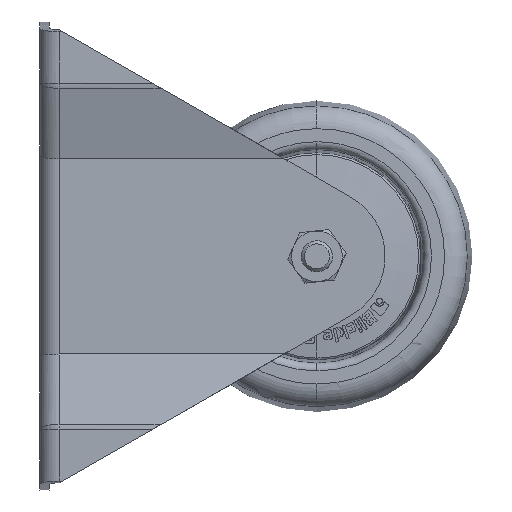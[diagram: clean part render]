
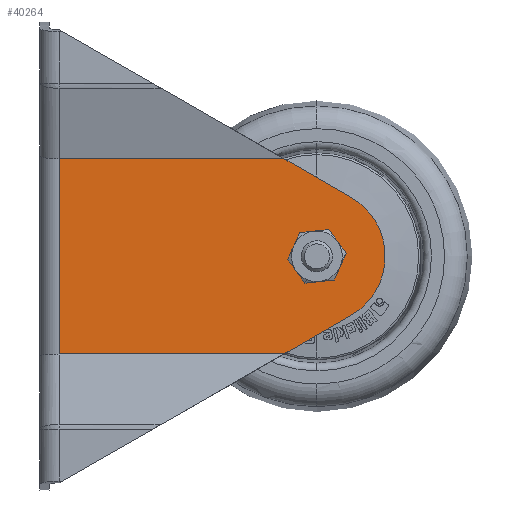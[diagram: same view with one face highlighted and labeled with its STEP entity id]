
A CAD part, left-side view. The second image highlights one B-rep face of the part: STEP entity #40264.
In plain terms, the highlighted face is planar.
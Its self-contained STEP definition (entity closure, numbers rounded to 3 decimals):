
#915 = ORIENTED_EDGE ( 'NONE', *, *, #93610, .F. ) ;
#947 = VECTOR ( 'NONE', #91122, 1000. ) ;
#2659 = CARTESIAN_POINT ( 'NONE',  ( 0., -21., 71. ) ) ;
#6737 = VECTOR ( 'NONE', #58805, 1000. ) ;
#8172 = AXIS2_PLACEMENT_3D ( 'NONE', #2659, #64669, #11572 ) ;
#9993 = VERTEX_POINT ( 'NONE', #14420 ) ;
#10381 = CARTESIAN_POINT ( 'NONE',  ( 25., -21., 62.568 ) ) ;
#11572 = DIRECTION ( 'NONE',  ( 1., 0., 0. ) ) ;
#13193 = DIRECTION ( 'NONE',  ( 0., -1., 0. ) ) ;
#14420 = CARTESIAN_POINT ( 'NONE',  ( 0., -21., 75.25 ) ) ;
#18168 = DIRECTION ( 'NONE',  ( 1., 0., 0. ) ) ;
#20165 = CARTESIAN_POINT ( 'NONE',  ( 25., -21., 5. ) ) ;
#24917 = PLANE ( 'NONE',  #102573 ) ;
#24918 = CARTESIAN_POINT ( 'NONE',  ( -10.265, -21., 124.119 ) ) ;
#25825 = EDGE_LOOP ( 'NONE', ( #915, #27230 ) ) ;
#27230 = ORIENTED_EDGE ( 'NONE', *, *, #99368, .F. ) ;
#27261 = LINE ( 'NONE', #99992, #947 ) ;
#27994 = EDGE_CURVE ( 'NONE', #29942, #86042, #52760, .T. ) ;
#29341 = LINE ( 'NONE', #62370, #52895 ) ;
#29942 = VERTEX_POINT ( 'NONE', #53680 ) ;
#31871 = CARTESIAN_POINT ( 'NONE',  ( 10.265, -21., 124.119 ) ) ;
#31985 = VECTOR ( 'NONE', #58983, 1000. ) ;
#33816 = DIRECTION ( 'NONE',  ( -0.497, 0., 0.868 ) ) ;
#33972 = CARTESIAN_POINT ( 'NONE',  ( 15.184, -21., 79.7 ) ) ;
#37268 = EDGE_LOOP ( 'NONE', ( #98035, #82817, #61964, #78194, #112777, #92090 ) ) ;
#40264 = ADVANCED_FACE ( 'NONE', ( #53254, #76956 ), #24917, .T. ) ;
#41926 = VERTEX_POINT ( 'NONE', #81303 ) ;
#42581 = CIRCLE ( 'NONE', #111242, 4.25 ) ;
#42673 = DIRECTION ( 'NONE',  ( 1., 0., 0. ) ) ;
#42978 = CARTESIAN_POINT ( 'NONE',  ( 0., -21., 66.75 ) ) ;
#43638 = DIRECTION ( 'NONE',  ( 0., -1., 0. ) ) ;
#51205 = CARTESIAN_POINT ( 'NONE',  ( 0., -21., 130. ) ) ;
#52760 = LINE ( 'NONE', #31871, #31985 ) ;
#52895 = VECTOR ( 'NONE', #18168, 1000. ) ;
#53254 = FACE_BOUND ( 'NONE', #25825, .T. ) ;
#53680 = CARTESIAN_POINT ( 'NONE',  ( -25., -21., 62.568 ) ) ;
#53785 = LINE ( 'NONE', #67369, #6737 ) ;
#53939 = EDGE_CURVE ( 'NONE', #92817, #108013, #53785, .T. ) ;
#58805 = DIRECTION ( 'NONE',  ( 0., 0., -1. ) ) ;
#58983 = DIRECTION ( 'NONE',  ( 0.497, 0., 0.868 ) ) ;
#59115 = CIRCLE ( 'NONE', #104446, 17.5 ) ;
#59955 = EDGE_CURVE ( 'NONE', #41926, #108013, #29341, .T. ) ;
#61964 = ORIENTED_EDGE ( 'NONE', *, *, #27994, .F. ) ;
#62370 = CARTESIAN_POINT ( 'NONE',  ( 25., -21., 5. ) ) ;
#63675 = EDGE_CURVE ( 'NONE', #111009, #86042, #59115, .T. ) ;
#64669 = DIRECTION ( 'NONE',  ( 0., -1., 0. ) ) ;
#64896 = VECTOR ( 'NONE', #33816, 1000. ) ;
#66283 = CARTESIAN_POINT ( 'NONE',  ( 0., -21., 71. ) ) ;
#67369 = CARTESIAN_POINT ( 'NONE',  ( 25., -21., 130. ) ) ;
#67675 = LINE ( 'NONE', #24918, #64896 ) ;
#75238 = DIRECTION ( 'NONE',  ( 1., 0., 0. ) ) ;
#76956 = FACE_OUTER_BOUND ( 'NONE', #37268, .T. ) ;
#78194 = ORIENTED_EDGE ( 'NONE', *, *, #89729, .T. ) ;
#81303 = CARTESIAN_POINT ( 'NONE',  ( -25., -21., 5. ) ) ;
#82817 = ORIENTED_EDGE ( 'NONE', *, *, #63675, .T. ) ;
#86042 = VERTEX_POINT ( 'NONE', #94342 ) ;
#89729 = EDGE_CURVE ( 'NONE', #29942, #41926, #27261, .T. ) ;
#91122 = DIRECTION ( 'NONE',  ( 0., 0., -1. ) ) ;
#92090 = ORIENTED_EDGE ( 'NONE', *, *, #53939, .F. ) ;
#92817 = VERTEX_POINT ( 'NONE', #10381 ) ;
#93458 = EDGE_CURVE ( 'NONE', #92817, #111009, #67675, .T. ) ;
#93610 = EDGE_CURVE ( 'NONE', #9993, #94260, #42581, .T. ) ;
#94260 = VERTEX_POINT ( 'NONE', #42978 ) ;
#94342 = CARTESIAN_POINT ( 'NONE',  ( -15.184, -21., 79.7 ) ) ;
#94440 = CIRCLE ( 'NONE', #8172, 4.25 ) ;
#95922 = DIRECTION ( 'NONE',  ( 0., -1., 0. ) ) ;
#96845 = CARTESIAN_POINT ( 'NONE',  ( 0., -21., 71. ) ) ;
#98035 = ORIENTED_EDGE ( 'NONE', *, *, #93458, .T. ) ;
#99368 = EDGE_CURVE ( 'NONE', #94260, #9993, #94440, .T. ) ;
#99992 = CARTESIAN_POINT ( 'NONE',  ( -25., -21., 130. ) ) ;
#102573 = AXIS2_PLACEMENT_3D ( 'NONE', #51205, #95922, #42673 ) ;
#104446 = AXIS2_PLACEMENT_3D ( 'NONE', #96845, #43638, #105675 ) ;
#105675 = DIRECTION ( 'NONE',  ( 1., 0., 0. ) ) ;
#108013 = VERTEX_POINT ( 'NONE', #20165 ) ;
#111009 = VERTEX_POINT ( 'NONE', #33972 ) ;
#111242 = AXIS2_PLACEMENT_3D ( 'NONE', #66283, #13193, #75238 ) ;
#112777 = ORIENTED_EDGE ( 'NONE', *, *, #59955, .T. ) ;
